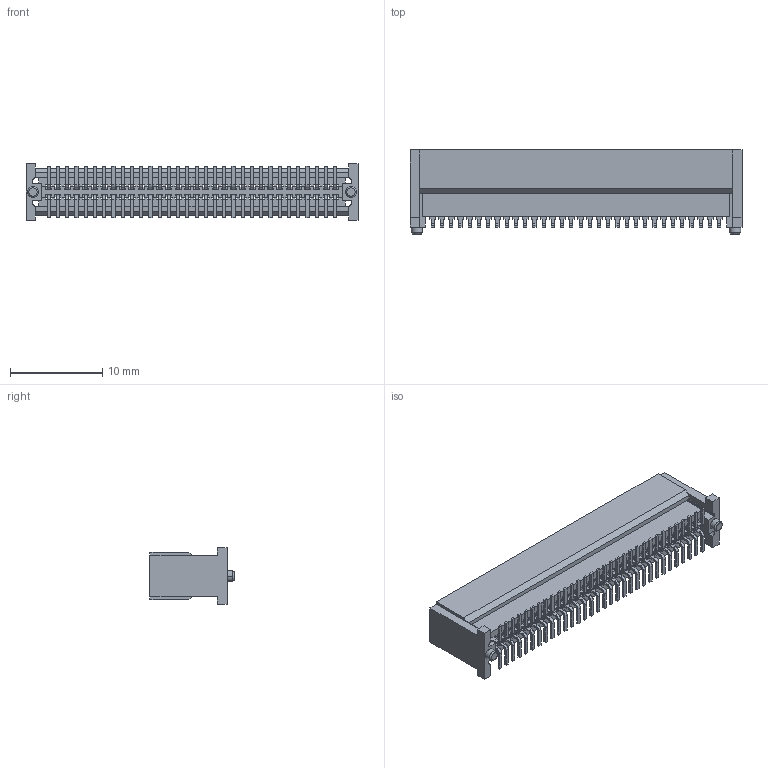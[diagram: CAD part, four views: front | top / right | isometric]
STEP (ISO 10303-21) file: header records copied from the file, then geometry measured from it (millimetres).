
FILE_DESCRIPTION(/* description */ ('3D InterOp IGES (v. 2018 1.0.2), Spatial Corp. Copyright (c) 1999-2017. '),/* implementation_level */ '2;1');
FILE_NAME(/* name */ '5975.igs.ipt.step',/* time_stamp */ '2020-09-23T09:00:57+02:00',/* author */ ('TraceParts'),/* organization */ ('TraceParts S.A.'),/* preprocessor_version */ 'ST-DEVELOPER v16.5',/* originating_system */ 'Autodesk Inventor 2017',/* authorisation */ '');
FILE_SCHEMA (('AUTOMOTIVE_DESIGN { 1 0 10303 214 3 1 1 }'));
Products named in the file (1): 5975.igs
Bounding box: 35.9 x 9.1 x 6.1 mm (x, y, z)
Surface area: 2863.6 mm2 (no closed solid volume)
Topology: 0 solids, 1401 shells, 1401 faces, 8602 edges, 8864 vertices
Faces by surface type: plane 1249, cylinder 144, cone 8
Entity records: 83533 total; most frequent: CARTESIAN_POINT 18952, DIRECTION 11990, VERTEX_POINT 8340, EDGE_CURVE 8340, ORIENTED_EDGE 8340, LINE 7994, VECTOR 7994, AXIS2_PLACEMENT_3D 1998
